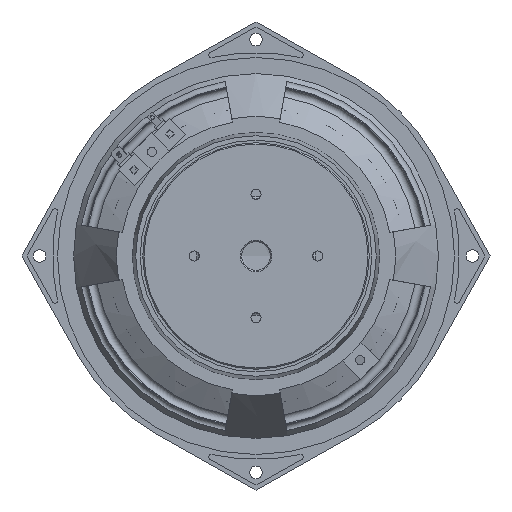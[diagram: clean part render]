
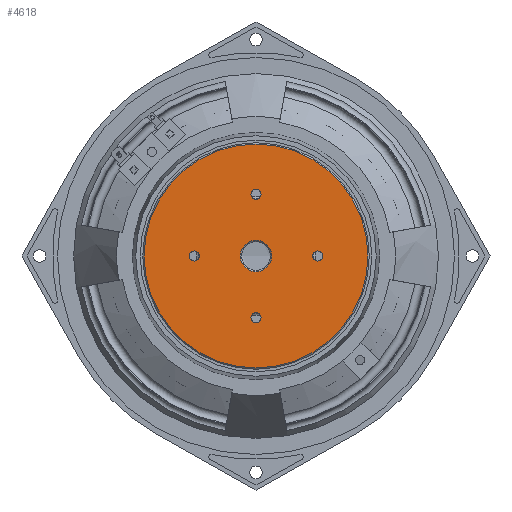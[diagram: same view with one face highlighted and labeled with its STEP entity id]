
A CAD part, front view. The second image highlights one B-rep face of the part: STEP entity #4618.
In plain terms, the highlighted planar face has unit normal (0, -1, 0).
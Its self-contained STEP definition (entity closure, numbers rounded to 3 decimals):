
#163 = VERTEX_POINT ( 'NONE', #2013 ) ;
#294 = CARTESIAN_POINT ( 'NONE',  ( 0., 0., -6.2 ) ) ;
#306 = ORIENTED_EDGE ( 'NONE', *, *, #328, .T. ) ;
#319 = VERTEX_POINT ( 'NONE', #1740 ) ;
#328 = EDGE_CURVE ( 'NONE', #3347, #3347, #392, .T. ) ;
#345 = EDGE_CURVE ( 'NONE', #3385, #3385, #1463, .T. ) ;
#392 = CIRCLE ( 'NONE', #4201, 6.2 ) ;
#428 = AXIS2_PLACEMENT_3D ( 'NONE', #2994, #4412, #1624 ) ;
#459 = AXIS2_PLACEMENT_3D ( 'NONE', #4763, #1912, #3344 ) ;
#491 = EDGE_CURVE ( 'NONE', #1973, #1973, #5660, .T. ) ;
#656 = FACE_BOUND ( 'NONE', #1011, .T. ) ;
#861 = CARTESIAN_POINT ( 'NONE',  ( 0., 0., 24.5 ) ) ;
#1011 = EDGE_LOOP ( 'NONE', ( #5298 ) ) ;
#1028 = DIRECTION ( 'NONE',  ( 0., 0., -1. ) ) ;
#1092 = EDGE_LOOP ( 'NONE', ( #3274 ) ) ;
#1132 = PLANE ( 'NONE',  #428 ) ;
#1430 = CIRCLE ( 'NONE', #459, 44.5 ) ;
#1443 = EDGE_LOOP ( 'NONE', ( #4432 ) ) ;
#1463 = CIRCLE ( 'NONE', #5072, 2. ) ;
#1590 = FACE_OUTER_BOUND ( 'NONE', #1092, .T. ) ;
#1624 = DIRECTION ( 'NONE',  ( 0., 0., -1. ) ) ;
#1740 = CARTESIAN_POINT ( 'NONE',  ( 0., 0., 22.5 ) ) ;
#1759 = CARTESIAN_POINT ( 'NONE',  ( -24.5, 0., 0. ) ) ;
#1867 = EDGE_CURVE ( 'NONE', #5424, #5424, #2613, .T. ) ;
#1883 = DIRECTION ( 'NONE',  ( 0., 0., -1. ) ) ;
#1912 = DIRECTION ( 'NONE',  ( 0., -1., 0. ) ) ;
#1973 = VERTEX_POINT ( 'NONE', #4420 ) ;
#2013 = CARTESIAN_POINT ( 'NONE',  ( 0., 0., -44.5 ) ) ;
#2047 = AXIS2_PLACEMENT_3D ( 'NONE', #1759, #6045, #1883 ) ;
#2082 = CARTESIAN_POINT ( 'NONE',  ( 24.5, 0., -2. ) ) ;
#2110 = AXIS2_PLACEMENT_3D ( 'NONE', #861, #4663, #4203 ) ;
#2130 = DIRECTION ( 'NONE',  ( 0., -1., 0. ) ) ;
#2257 = EDGE_LOOP ( 'NONE', ( #3934 ) ) ;
#2326 = DIRECTION ( 'NONE',  ( 0., 0., -1. ) ) ;
#2613 = CIRCLE ( 'NONE', #5263, 2. ) ;
#2880 = DIRECTION ( 'NONE',  ( 0., -1., 0. ) ) ;
#2912 = EDGE_CURVE ( 'NONE', #163, #163, #1430, .T. ) ;
#2914 = CARTESIAN_POINT ( 'NONE',  ( 0., 0., -26.5 ) ) ;
#2994 = CARTESIAN_POINT ( 'NONE',  ( 5.7, 0., 0. ) ) ;
#3134 = CARTESIAN_POINT ( 'NONE',  ( 0., 0., -24.5 ) ) ;
#3248 = EDGE_CURVE ( 'NONE', #319, #319, #4755, .T. ) ;
#3274 = ORIENTED_EDGE ( 'NONE', *, *, #2912, .T. ) ;
#3342 = CARTESIAN_POINT ( 'NONE',  ( 24.5, 0., 0. ) ) ;
#3344 = DIRECTION ( 'NONE',  ( 0., 0., -1. ) ) ;
#3347 = VERTEX_POINT ( 'NONE', #294 ) ;
#3356 = CARTESIAN_POINT ( 'NONE',  ( 0., 0., 0. ) ) ;
#3385 = VERTEX_POINT ( 'NONE', #2914 ) ;
#3409 = ORIENTED_EDGE ( 'NONE', *, *, #1867, .F. ) ;
#3524 = FACE_BOUND ( 'NONE', #2257, .T. ) ;
#3934 = ORIENTED_EDGE ( 'NONE', *, *, #491, .F. ) ;
#4201 = AXIS2_PLACEMENT_3D ( 'NONE', #3356, #5224, #1028 ) ;
#4203 = DIRECTION ( 'NONE',  ( 0., 0., -1. ) ) ;
#4412 = DIRECTION ( 'NONE',  ( 0., -1., 0. ) ) ;
#4420 = CARTESIAN_POINT ( 'NONE',  ( -24.5, 0., -2. ) ) ;
#4432 = ORIENTED_EDGE ( 'NONE', *, *, #345, .F. ) ;
#4618 = ADVANCED_FACE ( 'NONE', ( #3524, #5811, #4839, #656, #5783, #1590 ), #1132, .T. ) ;
#4663 = DIRECTION ( 'NONE',  ( 0., -1., 0. ) ) ;
#4755 = CIRCLE ( 'NONE', #2110, 2. ) ;
#4763 = CARTESIAN_POINT ( 'NONE',  ( 0., 0., 0. ) ) ;
#4839 = FACE_BOUND ( 'NONE', #4952, .T. ) ;
#4892 = DIRECTION ( 'NONE',  ( 0., 0., -1. ) ) ;
#4952 = EDGE_LOOP ( 'NONE', ( #3409 ) ) ;
#5072 = AXIS2_PLACEMENT_3D ( 'NONE', #3134, #2130, #4892 ) ;
#5224 = DIRECTION ( 'NONE',  ( 0., 1., 0. ) ) ;
#5263 = AXIS2_PLACEMENT_3D ( 'NONE', #3342, #2880, #2326 ) ;
#5298 = ORIENTED_EDGE ( 'NONE', *, *, #3248, .F. ) ;
#5395 = EDGE_LOOP ( 'NONE', ( #306 ) ) ;
#5424 = VERTEX_POINT ( 'NONE', #2082 ) ;
#5660 = CIRCLE ( 'NONE', #2047, 2. ) ;
#5783 = FACE_BOUND ( 'NONE', #5395, .T. ) ;
#5811 = FACE_BOUND ( 'NONE', #1443, .T. ) ;
#6045 = DIRECTION ( 'NONE',  ( 0., -1., 0. ) ) ;
